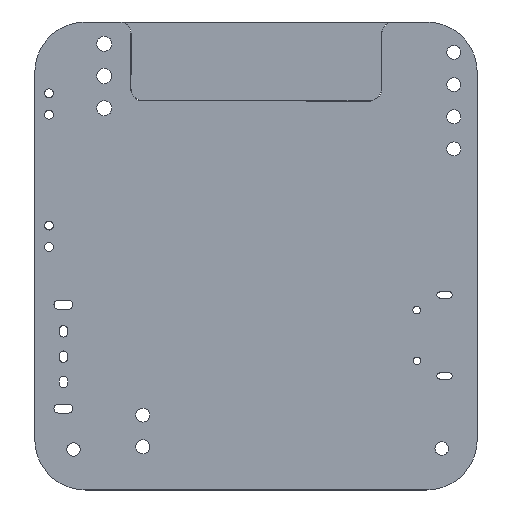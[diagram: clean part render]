
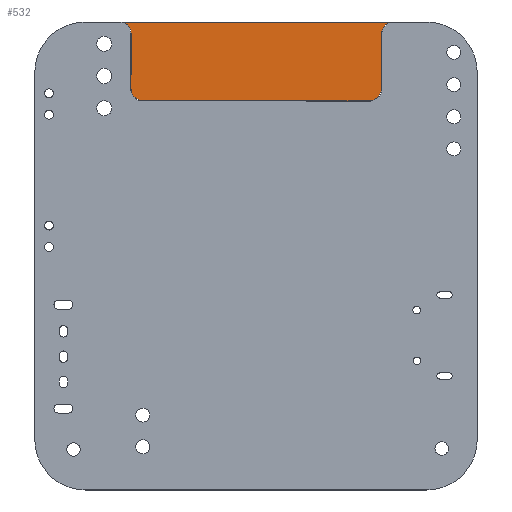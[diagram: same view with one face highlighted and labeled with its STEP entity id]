
A CAD part, top view. The second image highlights one B-rep face of the part: STEP entity #532.
In plain terms, the highlighted planar face has unit normal (0, 0, 1).
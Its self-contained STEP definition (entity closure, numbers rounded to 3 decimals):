
#35 = VERTEX_POINT('',#36);
#36 = CARTESIAN_POINT('',(-11.615,11.68,1.6
    ));
#42 = EDGE_CURVE('',#35,#43,#45,.T.);
#43 = VERTEX_POINT('',#44);
#44 = CARTESIAN_POINT('',(-12.519,12.631,1.6
    ));
#45 = CIRCLE('',#46,0.955);
#46 = AXIS2_PLACEMENT_3D('',#47,#48,#49);
#47 = CARTESIAN_POINT('',(-11.564,12.634,1.6
    ));
#48 = DIRECTION('',(0.,0.,-1.));
#49 = DIRECTION('',(-0.053,-0.999,-0.));
#75 = EDGE_CURVE('',#43,#76,#78,.T.);
#76 = VERTEX_POINT('',#77);
#77 = CARTESIAN_POINT('',(-12.519,12.661,1.6)
  );
#78 = CIRCLE('',#79,0.953);
#79 = AXIS2_PLACEMENT_3D('',#80,#81,#82);
#80 = CARTESIAN_POINT('',(-11.566,12.631,1.6
    ));
#81 = DIRECTION('',(0.,0.,-1.));
#82 = DIRECTION('',(-1.,0.,-0.));
#108 = EDGE_CURVE('',#76,#109,#111,.T.);
#109 = VERTEX_POINT('',#110);
#110 = CARTESIAN_POINT('',(-12.518,12.681,1.6
    ));
#111 = LINE('',#112,#113);
#112 = CARTESIAN_POINT('',(-12.519,12.661,1.6)
  );
#113 = VECTOR('',#114,1.);
#114 = DIRECTION('',(0.042,0.999,0.));
#139 = EDGE_CURVE('',#109,#140,#142,.T.);
#140 = VERTEX_POINT('',#141);
#141 = CARTESIAN_POINT('',(-12.512,16.921,
    1.6));
#142 = LINE('',#143,#144);
#143 = CARTESIAN_POINT('',(-12.518,12.681,1.6
    ));
#144 = VECTOR('',#145,1.);
#145 = DIRECTION('',(0.001,1.,0.));
#170 = EDGE_CURVE('',#140,#171,#173,.T.);
#171 = VERTEX_POINT('',#172);
#172 = CARTESIAN_POINT('',(-12.509,16.985,1.6
    ));
#173 = CIRCLE('',#174,0.934);
#174 = AXIS2_PLACEMENT_3D('',#175,#176,#177);
#175 = CARTESIAN_POINT('',(-13.443,16.985,
    1.6));
#176 = DIRECTION('',(0.,0.,1.));
#177 = DIRECTION('',(0.998,-0.069,0.));
#203 = EDGE_CURVE('',#171,#204,#206,.T.);
#204 = VERTEX_POINT('',#205);
#205 = CARTESIAN_POINT('',(-13.211,17.89,
    1.6));
#206 = CIRCLE('',#207,0.934);
#207 = AXIS2_PLACEMENT_3D('',#208,#209,#210);
#208 = CARTESIAN_POINT('',(-13.443,16.985,
    1.6));
#209 = DIRECTION('',(0.,0.,1.));
#210 = DIRECTION('',(1.,0.,-0.));
#236 = EDGE_CURVE('',#204,#237,#239,.T.);
#237 = VERTEX_POINT('',#238);
#238 = CARTESIAN_POINT('',(8.04,17.89,1.6
    ));
#239 = LINE('',#240,#241);
#240 = CARTESIAN_POINT('',(-13.211,17.89,
    1.6));
#241 = VECTOR('',#242,1.);
#242 = DIRECTION('',(1.,0.,0.));
#267 = EDGE_CURVE('',#237,#268,#270,.T.);
#268 = VERTEX_POINT('',#269);
#269 = CARTESIAN_POINT('',(7.268,16.977,1.6
    ));
#270 = CIRCLE('',#271,1.002);
#271 = AXIS2_PLACEMENT_3D('',#272,#273,#274);
#272 = CARTESIAN_POINT('',(8.267,16.914,1.6)
  );
#273 = DIRECTION('',(0.,0.,1.));
#274 = DIRECTION('',(-0.227,0.974,0.));
#300 = EDGE_CURVE('',#268,#301,#303,.T.);
#301 = VERTEX_POINT('',#302);
#302 = CARTESIAN_POINT('',(7.266,16.914,1.6
    ));
#303 = CIRCLE('',#304,1.107);
#304 = AXIS2_PLACEMENT_3D('',#305,#306,#307);
#305 = CARTESIAN_POINT('',(8.373,16.911,1.6)
  );
#306 = DIRECTION('',(0.,0.,1.));
#307 = DIRECTION('',(-0.998,0.06,0.));
#333 = EDGE_CURVE('',#301,#334,#336,.T.);
#334 = VERTEX_POINT('',#335);
#335 = CARTESIAN_POINT('',(7.266,16.877,1.6)
  );
#336 = CIRCLE('',#337,1.002);
#337 = AXIS2_PLACEMENT_3D('',#338,#339,#340);
#338 = CARTESIAN_POINT('',(8.267,16.914,1.6
    ));
#339 = DIRECTION('',(0.,0.,1.));
#340 = DIRECTION('',(-1.,0.,0.));
#366 = EDGE_CURVE('',#334,#367,#369,.T.);
#367 = VERTEX_POINT('',#368);
#368 = CARTESIAN_POINT('',(7.263,12.672,1.6)
  );
#369 = LINE('',#370,#371);
#370 = CARTESIAN_POINT('',(7.266,16.877,1.6)
  );
#371 = VECTOR('',#372,1.);
#372 = DIRECTION('',(-0.001,-1.,0.));
#397 = EDGE_CURVE('',#367,#398,#400,.T.);
#398 = VERTEX_POINT('',#399);
#399 = CARTESIAN_POINT('',(7.263,12.634,1.6)
  );
#400 = LINE('',#401,#402);
#401 = CARTESIAN_POINT('',(7.263,12.672,1.6)
  );
#402 = VECTOR('',#403,1.);
#403 = DIRECTION('',(-0.001,-1.,0.));
#428 = EDGE_CURVE('',#398,#429,#431,.T.);
#429 = VERTEX_POINT('',#430);
#430 = CARTESIAN_POINT('',(6.364,11.675,1.6
    ));
#431 = CIRCLE('',#432,0.957);
#432 = AXIS2_PLACEMENT_3D('',#433,#434,#435);
#433 = CARTESIAN_POINT('',(6.305,12.63,1.6)
  );
#434 = DIRECTION('',(0.,0.,-1.));
#435 = DIRECTION('',(1.,0.004,0.));
#461 = EDGE_CURVE('',#429,#462,#464,.T.);
#462 = VERTEX_POINT('',#463);
#463 = CARTESIAN_POINT('',(-11.615,11.68,1.6)
  );
#464 = LINE('',#465,#466);
#465 = CARTESIAN_POINT('',(6.364,11.675,1.6
    ));
#466 = VECTOR('',#467,1.);
#467 = DIRECTION('',(-1.,0.,0.));
#492 = EDGE_CURVE('',#462,#35,#493,.T.);
#493 = LINE('',#494,#495);
#494 = CARTESIAN_POINT('',(-11.615,11.68,1.6)
  );
#495 = VECTOR('',#496,1.);
#496 = DIRECTION('',(-1.,0.,0.));
#532 = ADVANCED_FACE('',(#533),#550,.F.);
#533 = FACE_BOUND('',#534,.F.);
#534 = EDGE_LOOP('',(#535,#536,#537,#538,#539,#540,#541,#542,#543,#544,
    #545,#546,#547,#548,#549));
#535 = ORIENTED_EDGE('',*,*,#42,.T.);
#536 = ORIENTED_EDGE('',*,*,#75,.T.);
#537 = ORIENTED_EDGE('',*,*,#108,.T.);
#538 = ORIENTED_EDGE('',*,*,#139,.T.);
#539 = ORIENTED_EDGE('',*,*,#170,.T.);
#540 = ORIENTED_EDGE('',*,*,#203,.T.);
#541 = ORIENTED_EDGE('',*,*,#236,.T.);
#542 = ORIENTED_EDGE('',*,*,#267,.T.);
#543 = ORIENTED_EDGE('',*,*,#300,.T.);
#544 = ORIENTED_EDGE('',*,*,#333,.T.);
#545 = ORIENTED_EDGE('',*,*,#366,.T.);
#546 = ORIENTED_EDGE('',*,*,#397,.T.);
#547 = ORIENTED_EDGE('',*,*,#428,.T.);
#548 = ORIENTED_EDGE('',*,*,#461,.T.);
#549 = ORIENTED_EDGE('',*,*,#492,.T.);
#550 = PLANE('',#551);
#551 = AXIS2_PLACEMENT_3D('',#552,#553,#554);
#552 = CARTESIAN_POINT('',(-2.601,14.958,
    1.6));
#553 = DIRECTION('',(-0.,-0.,-1.));
#554 = DIRECTION('',(-1.,0.,0.));
